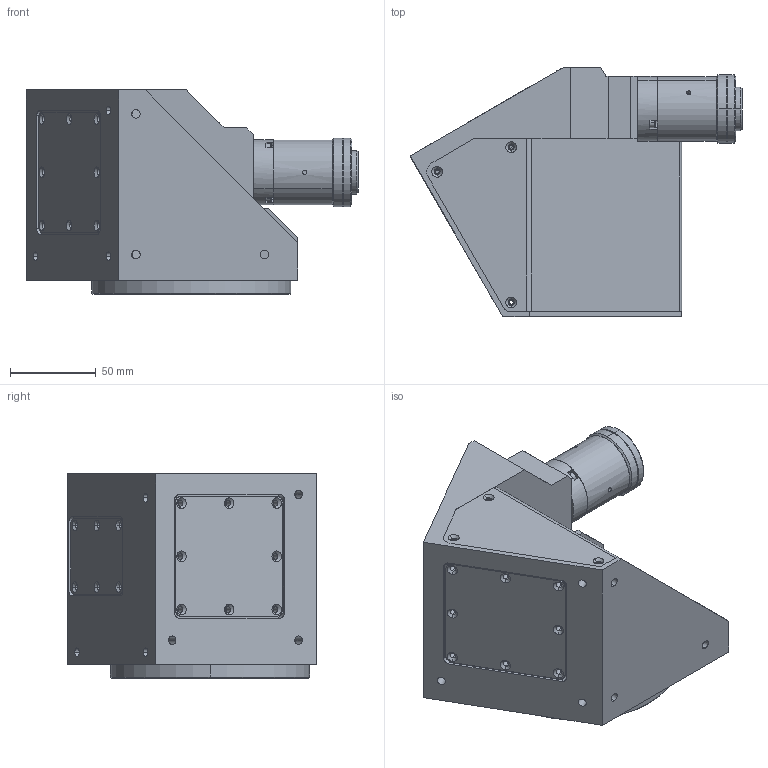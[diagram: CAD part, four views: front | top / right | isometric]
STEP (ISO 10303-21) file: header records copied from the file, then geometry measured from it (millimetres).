
FILE_DESCRIPTION (( 'STEP AP203' ), '1' );
FILE_NAME ('TCCR3M080.step', '2019-06-07T10:44:06', ( '' ), ( '' ), 'SwSTEP 2.0', 'SolidWorks 2018', '' );
FILE_SCHEMA (( 'CONFIG_CONTROL_DESIGN' ));
Length unit declared in the file: millimetre
Products named in the file (1): TCCR3M080
Bounding box: 193.47 x 145 x 118.9 mm (x, y, z)
Surface area: 118178.7 mm2 (no closed solid volume)
Topology: 0 solids, 17 shells, 272 faces, 826 edges, 568 vertices
Faces by surface type: cylinder 128, plane 82, cone 54, torus 6, sphere 2
Entity records: 9616 total; most frequent: CARTESIAN_POINT 1911, DIRECTION 1734, ORIENTED_EDGE 1353, EDGE_CURVE 824, AXIS2_PLACEMENT_3D 655, VERTEX_POINT 568, VECTOR 424, LINE 424
